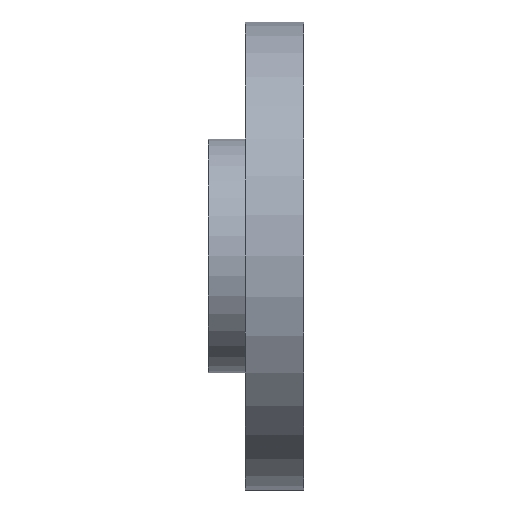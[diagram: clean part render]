
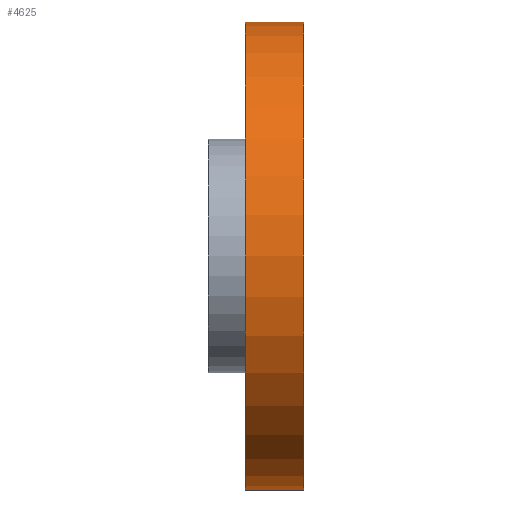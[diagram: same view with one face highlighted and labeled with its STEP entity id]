
A CAD part, left-side view. The second image highlights one B-rep face of the part: STEP entity #4625.
In plain terms, the highlighted cylindrical face has radius 12.696 mm (diameter 25.392 mm), a partial arc.
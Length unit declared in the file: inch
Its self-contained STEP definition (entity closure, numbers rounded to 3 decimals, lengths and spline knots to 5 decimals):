
#212 = EDGE_LOOP ( 'NONE', ( #6209, #9142, #5814, #3746 ) ) ;
#239 = DIRECTION ( 'NONE',  ( 0., -1., 0. ) ) ;
#247 = CIRCLE ( 'NONE', #5186, 0.49985 ) ;
#564 = CARTESIAN_POINT ( 'NONE',  ( 0., 0.125, -0.49985 ) ) ;
#603 = VERTEX_POINT ( 'NONE', #5253 ) ;
#1265 = DIRECTION ( 'NONE',  ( 0., 0., 1. ) ) ;
#1786 = CARTESIAN_POINT ( 'NONE',  ( 0., 0.125, 0. ) ) ;
#1922 = LINE ( 'NONE', #9345, #3835 ) ;
#2871 = CARTESIAN_POINT ( 'NONE',  ( 0., 0.125, 0.49985 ) ) ;
#3746 = ORIENTED_EDGE ( 'NONE', *, *, #10077, .T. ) ;
#3835 = VECTOR ( 'NONE', #6990, 39.37008 ) ;
#3988 = AXIS2_PLACEMENT_3D ( 'NONE', #1786, #239, #8976 ) ;
#4068 = CARTESIAN_POINT ( 'NONE',  ( 0., 0., -0.49985 ) ) ;
#4313 = CIRCLE ( 'NONE', #4320, 0.49985 ) ;
#4320 = AXIS2_PLACEMENT_3D ( 'NONE', #7396, #8196, #5193 ) ;
#4393 = VERTEX_POINT ( 'NONE', #4068 ) ;
#4625 = ADVANCED_FACE ( 'NONE', ( #9834 ), #7751, .T. ) ;
#5186 = AXIS2_PLACEMENT_3D ( 'NONE', #6049, #10022, #1265 ) ;
#5193 = DIRECTION ( 'NONE',  ( 0., 0., 1. ) ) ;
#5253 = CARTESIAN_POINT ( 'NONE',  ( 0., 0., 0.49985 ) ) ;
#5575 = EDGE_CURVE ( 'NONE', #9965, #4393, #8288, .T. ) ;
#5814 = ORIENTED_EDGE ( 'NONE', *, *, #5575, .T. ) ;
#6049 = CARTESIAN_POINT ( 'NONE',  ( 0., 0., 0. ) ) ;
#6209 = ORIENTED_EDGE ( 'NONE', *, *, #6629, .F. ) ;
#6311 = EDGE_CURVE ( 'NONE', #9965, #10101, #4313, .T. ) ;
#6312 = CARTESIAN_POINT ( 'NONE',  ( 0., 0.125, -0.49985 ) ) ;
#6629 = EDGE_CURVE ( 'NONE', #10101, #603, #1922, .T. ) ;
#6990 = DIRECTION ( 'NONE',  ( 0., -1., 0. ) ) ;
#7396 = CARTESIAN_POINT ( 'NONE',  ( 0., 0.125, 0. ) ) ;
#7751 = CYLINDRICAL_SURFACE ( 'NONE', #3988, 0.49985 ) ;
#7946 = DIRECTION ( 'NONE',  ( 0., -1., 0. ) ) ;
#8196 = DIRECTION ( 'NONE',  ( 0., 1., 0. ) ) ;
#8288 = LINE ( 'NONE', #6312, #8777 ) ;
#8777 = VECTOR ( 'NONE', #7946, 39.37008 ) ;
#8976 = DIRECTION ( 'NONE',  ( 0., 0., -1. ) ) ;
#9142 = ORIENTED_EDGE ( 'NONE', *, *, #6311, .F. ) ;
#9345 = CARTESIAN_POINT ( 'NONE',  ( 0., 0.125, 0.49985 ) ) ;
#9834 = FACE_OUTER_BOUND ( 'NONE', #212, .T. ) ;
#9965 = VERTEX_POINT ( 'NONE', #564 ) ;
#10022 = DIRECTION ( 'NONE',  ( 0., 1., 0. ) ) ;
#10077 = EDGE_CURVE ( 'NONE', #4393, #603, #247, .T. ) ;
#10101 = VERTEX_POINT ( 'NONE', #2871 ) ;
